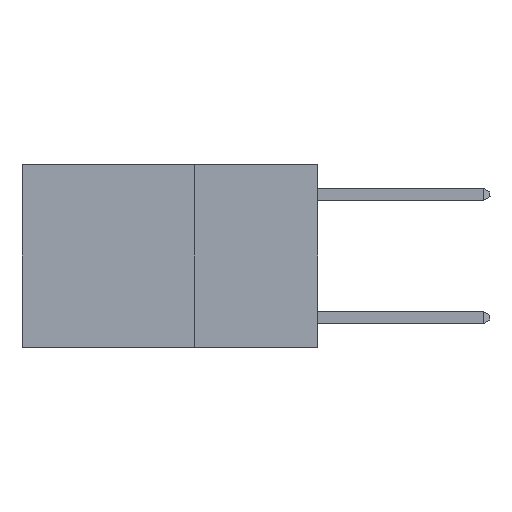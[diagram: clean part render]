
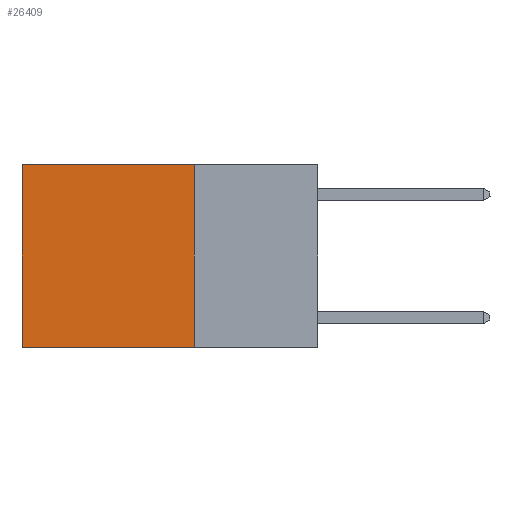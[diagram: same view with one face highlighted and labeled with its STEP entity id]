
A CAD part, left-side view. The second image highlights one B-rep face of the part: STEP entity #26409.
In plain terms, the highlighted planar face has unit normal (-1, 0, 0).
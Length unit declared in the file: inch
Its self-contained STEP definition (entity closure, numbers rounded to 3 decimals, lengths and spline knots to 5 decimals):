
#2329 = LINE ( 'NONE', #24979, #21632 ) ;
#3400 = CARTESIAN_POINT ( 'NONE',  ( 0.2625, 0.6, 0. ) ) ;
#3793 = EDGE_CURVE ( 'NONE', #26439, #3943, #10587, .T. ) ;
#3943 = VERTEX_POINT ( 'NONE', #13918 ) ;
#4268 = ORIENTED_EDGE ( 'NONE', *, *, #20877, .T. ) ;
#4391 = CARTESIAN_POINT ( 'NONE',  ( 0.2625, 0.25, -0.37 ) ) ;
#6249 = EDGE_LOOP ( 'NONE', ( #8847, #25458, #19152, #4268 ) ) ;
#7789 = EDGE_CURVE ( 'NONE', #26231, #17651, #8524, .T. ) ;
#8524 = LINE ( 'NONE', #17489, #19485 ) ;
#8847 = ORIENTED_EDGE ( 'NONE', *, *, #3793, .T. ) ;
#9567 = PLANE ( 'NONE',  #24834 ) ;
#10587 = LINE ( 'NONE', #13829, #11244 ) ;
#10830 = DIRECTION ( 'NONE',  ( 0., 1., 0. ) ) ;
#11244 = VECTOR ( 'NONE', #26609, 39.37008 ) ;
#12698 = CARTESIAN_POINT ( 'NONE',  ( 0.2625, 0.25, 0. ) ) ;
#13724 = DIRECTION ( 'NONE',  ( 0., 0., -1. ) ) ;
#13829 = CARTESIAN_POINT ( 'NONE',  ( 0.2625, 0.6, 0. ) ) ;
#13918 = CARTESIAN_POINT ( 'NONE',  ( 0.2625, 0.6, -0.37 ) ) ;
#14403 = VECTOR ( 'NONE', #14743, 39.37008 ) ;
#14743 = DIRECTION ( 'NONE',  ( 0., 1., 0. ) ) ;
#15745 = LINE ( 'NONE', #12698, #14403 ) ;
#16867 = FACE_OUTER_BOUND ( 'NONE', #6249, .T. ) ;
#17489 = CARTESIAN_POINT ( 'NONE',  ( 0.2625, 0.25, 0. ) ) ;
#17651 = VERTEX_POINT ( 'NONE', #4391 ) ;
#17852 = DIRECTION ( 'NONE',  ( 0., 0., -1. ) ) ;
#17906 = CARTESIAN_POINT ( 'NONE',  ( 0.2625, 0.25, 0. ) ) ;
#19140 = CARTESIAN_POINT ( 'NONE',  ( 0.2625, 0.25, 0. ) ) ;
#19152 = ORIENTED_EDGE ( 'NONE', *, *, #7789, .F. ) ;
#19485 = VECTOR ( 'NONE', #17852, 39.37008 ) ;
#20877 = EDGE_CURVE ( 'NONE', #26231, #26439, #15745, .T. ) ;
#21632 = VECTOR ( 'NONE', #10830, 39.37008 ) ;
#22848 = EDGE_CURVE ( 'NONE', #17651, #3943, #2329, .T. ) ;
#24834 = AXIS2_PLACEMENT_3D ( 'NONE', #17906, #26599, #13724 ) ;
#24979 = CARTESIAN_POINT ( 'NONE',  ( 0.2625, 0.25, -0.37 ) ) ;
#25458 = ORIENTED_EDGE ( 'NONE', *, *, #22848, .F. ) ;
#26231 = VERTEX_POINT ( 'NONE', #19140 ) ;
#26409 = ADVANCED_FACE ( 'NONE', ( #16867 ), #9567, .F. ) ;
#26439 = VERTEX_POINT ( 'NONE', #3400 ) ;
#26599 = DIRECTION ( 'NONE',  ( 1., 0., 0. ) ) ;
#26609 = DIRECTION ( 'NONE',  ( 0., 0., -1. ) ) ;
